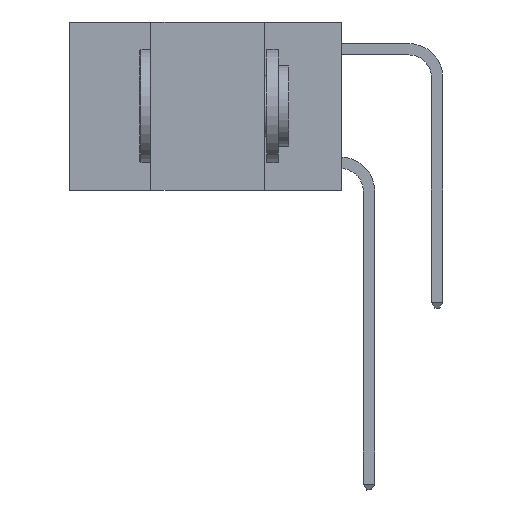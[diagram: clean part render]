
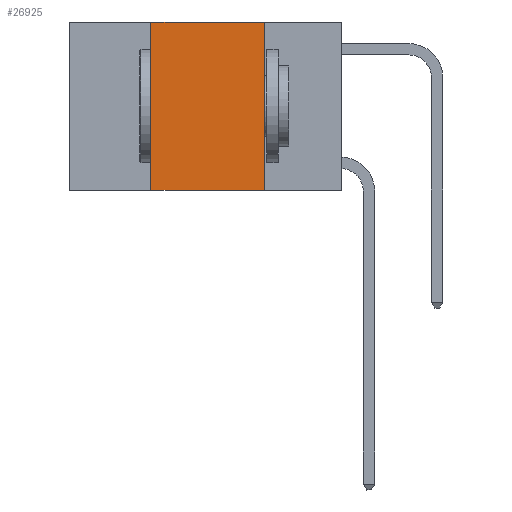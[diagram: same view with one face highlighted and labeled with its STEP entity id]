
A CAD part, left-side view. The second image highlights one B-rep face of the part: STEP entity #26925.
In plain terms, the highlighted planar face has unit normal (-1, 0, 0).
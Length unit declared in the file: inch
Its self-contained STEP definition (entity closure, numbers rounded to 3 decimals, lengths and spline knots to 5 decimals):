
#278 = EDGE_CURVE ( 'NONE', #30134, #4821, #32409, .T. ) ;
#2778 = ORIENTED_EDGE ( 'NONE', *, *, #9867, .F. ) ;
#3895 = DIRECTION ( 'NONE',  ( 0., 0., -1. ) ) ;
#4105 = ORIENTED_EDGE ( 'NONE', *, *, #25328, .F. ) ;
#4460 = LINE ( 'NONE', #33005, #27779 ) ;
#4821 = VERTEX_POINT ( 'NONE', #18615 ) ;
#6400 = DIRECTION ( 'NONE',  ( 0., -1., 0. ) ) ;
#7004 = DIRECTION ( 'NONE',  ( 0., 0., -1. ) ) ;
#8341 = EDGE_CURVE ( 'NONE', #30134, #18702, #12497, .T. ) ;
#8469 = EDGE_LOOP ( 'NONE', ( #2778, #4105, #10591, #16577 ) ) ;
#8949 = CARTESIAN_POINT ( 'NONE',  ( 0., 0.6, -0.37 ) ) ;
#9867 = EDGE_CURVE ( 'NONE', #27244, #4821, #4460, .T. ) ;
#10591 = ORIENTED_EDGE ( 'NONE', *, *, #8341, .F. ) ;
#12497 = LINE ( 'NONE', #30535, #26613 ) ;
#16577 = ORIENTED_EDGE ( 'NONE', *, *, #278, .T. ) ;
#17157 = PLANE ( 'NONE',  #21396 ) ;
#17605 = DIRECTION ( 'NONE',  ( 0., 0., 1. ) ) ;
#18465 = CARTESIAN_POINT ( 'NONE',  ( 0., 0.6, 0. ) ) ;
#18615 = CARTESIAN_POINT ( 'NONE',  ( 0., 0.17, -0.37 ) ) ;
#18702 = VERTEX_POINT ( 'NONE', #19589 ) ;
#19589 = CARTESIAN_POINT ( 'NONE',  ( 0., 0.42, 0. ) ) ;
#19713 = VECTOR ( 'NONE', #6400, 39.37008 ) ;
#20504 = DIRECTION ( 'NONE',  ( 0., -1., 0. ) ) ;
#21396 = AXIS2_PLACEMENT_3D ( 'NONE', #27354, #30242, #3895 ) ;
#22459 = CARTESIAN_POINT ( 'NONE',  ( 0., 0.17, 0. ) ) ;
#25328 = EDGE_CURVE ( 'NONE', #18702, #27244, #25450, .T. ) ;
#25450 = LINE ( 'NONE', #18465, #27495 ) ;
#25546 = CARTESIAN_POINT ( 'NONE',  ( 0., 0.42, -0.37 ) ) ;
#26350 = FACE_OUTER_BOUND ( 'NONE', #8469, .T. ) ;
#26613 = VECTOR ( 'NONE', #17605, 39.37008 ) ;
#26925 = ADVANCED_FACE ( 'NONE', ( #26350 ), #17157, .F. ) ;
#27244 = VERTEX_POINT ( 'NONE', #22459 ) ;
#27354 = CARTESIAN_POINT ( 'NONE',  ( 0., 0.6, 0. ) ) ;
#27495 = VECTOR ( 'NONE', #20504, 39.37008 ) ;
#27779 = VECTOR ( 'NONE', #7004, 39.37008 ) ;
#30134 = VERTEX_POINT ( 'NONE', #25546 ) ;
#30242 = DIRECTION ( 'NONE',  ( 1., 0., 0. ) ) ;
#30535 = CARTESIAN_POINT ( 'NONE',  ( 0., 0.42, 0. ) ) ;
#32409 = LINE ( 'NONE', #8949, #19713 ) ;
#33005 = CARTESIAN_POINT ( 'NONE',  ( 0., 0.17, 0. ) ) ;
